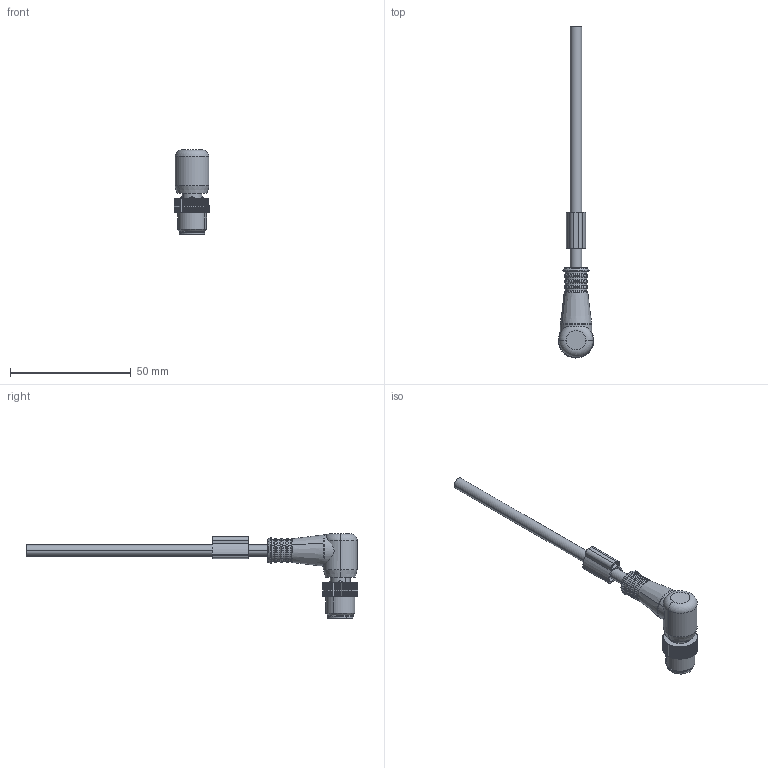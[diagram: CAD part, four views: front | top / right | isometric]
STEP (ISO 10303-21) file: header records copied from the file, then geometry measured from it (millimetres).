
FILE_DESCRIPTION(('CATIA V5 STEP Exchange','CAx-IF Rec.Pracs.--- Model Styling and Organization---1.4--- 2014-01-23'),'2;1');
FILE_NAME ('006507-3_0', '2020-04-14T05:28:29+00:00', ('none'), ('Weidmueller'), 'CATIA Version 5-6 Release 2016 SP3 HF44', 'CATIA V5 STEP AP214', 'none');
FILE_SCHEMA(('AUTOMOTIVE_DESIGN { 1 0 10303 214 1 1 1 1 }'));
Length unit declared in the file: millimetre
Products named in the file (1): 1108680500
Bounding box: 14.59 x 137.3 x 35 mm (x, y, z)
Volume: 8447.8 mm3; surface area: 7102.4 mm2
Topology: 9 solids, 9 shells, 595 faces, 1572 edges, 1007 vertices
Faces by surface type: plane 203, cylinder 192, cone 126, torus 66, sphere 8
Entity records: 17112 total; most frequent: CARTESIAN_POINT 3979, ORIENTED_EDGE 3128, DIRECTION 1975, EDGE_CURVE 1564, VERTEX_POINT 1007, AXIS2_PLACEMENT_3D 962, VECTOR 691, LINE 691
